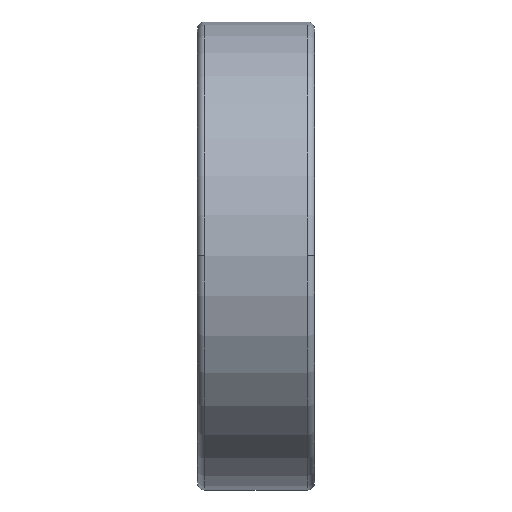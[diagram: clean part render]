
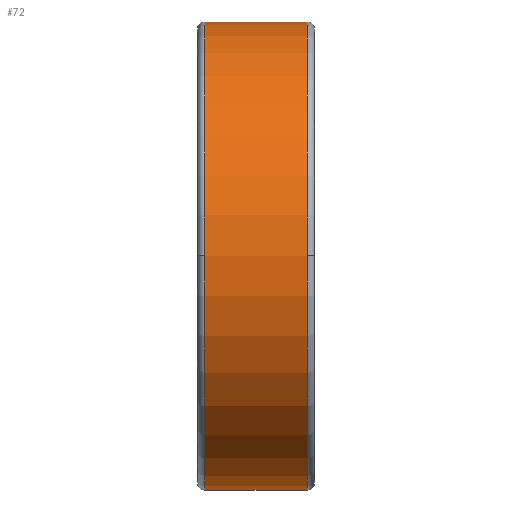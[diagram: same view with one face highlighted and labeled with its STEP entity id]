
A CAD part, top view. The second image highlights one B-rep face of the part: STEP entity #72.
In plain terms, the highlighted cylindrical face has radius 50 mm (diameter 100 mm), a partial arc.
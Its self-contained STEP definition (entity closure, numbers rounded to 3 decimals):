
#72=ADVANCED_FACE('',(#231),#232,.T.);
#231=FACE_OUTER_BOUND('',#611,.T.);
#232=CYLINDRICAL_SURFACE('',#612,50.0);
#611=EDGE_LOOP('',(#1005,#1006,#1007,#1008,#1009,#1010));
#612=AXIS2_PLACEMENT_3D('',#1011,#1012,#1013);
#1005=ORIENTED_EDGE('',*,*,#2127,.F.);
#1006=ORIENTED_EDGE('',*,*,#2128,.T.);
#1007=ORIENTED_EDGE('',*,*,#2129,.T.);
#1008=ORIENTED_EDGE('',*,*,#2130,.F.);
#1009=ORIENTED_EDGE('',*,*,#2131,.F.);
#1010=ORIENTED_EDGE('',*,*,#2123,.F.);
#1011=CARTESIAN_POINT('',(12.5,0.0,0.0));
#1012=DIRECTION('',(1.0,0.0,0.0));
#1013=DIRECTION('',(0.0,1.0,0.0));
#2123=EDGE_CURVE('',#2460,#2462,#2463,.T.);
#2127=EDGE_CURVE('',#2469,#2460,#2470,.T.);
#2128=EDGE_CURVE('',#2469,#2471,#2472,.T.);
#2129=EDGE_CURVE('',#2471,#2473,#2474,.T.);
#2130=EDGE_CURVE('',#2475,#2473,#2476,.T.);
#2131=EDGE_CURVE('',#2462,#2475,#2477,.T.);
#2460=VERTEX_POINT('',#3032);
#2462=VERTEX_POINT('',#3034);
#2463=CIRCLE('',#3035,50.0);
#2469=VERTEX_POINT('',#3041);
#2470=LINE('',#3042,#3043);
#2471=VERTEX_POINT('',#3044);
#2472=CIRCLE('',#3045,50.0);
#2473=VERTEX_POINT('',#3046);
#2474=CIRCLE('',#3047,50.0);
#2475=VERTEX_POINT('',#3048);
#2476=LINE('',#3049,#3050);
#2477=CIRCLE('',#3051,50.0);
#3032=CARTESIAN_POINT('',(23.5,50.0,0.0));
#3034=CARTESIAN_POINT('',(23.5,0.,50.0));
#3035=AXIS2_PLACEMENT_3D('',#5799,#5800,#5801);
#3041=CARTESIAN_POINT('',(1.5,50.0,0.0));
#3042=CARTESIAN_POINT('',(12.5,50.0,0.));
#3043=VECTOR('',#5811,1.0);
#3044=CARTESIAN_POINT('',(1.5,0.,50.0));
#3045=AXIS2_PLACEMENT_3D('',#5812,#5813,#5814);
#3046=CARTESIAN_POINT('',(1.5,-50.0,0.));
#3047=AXIS2_PLACEMENT_3D('',#5815,#5816,#5817);
#3048=CARTESIAN_POINT('',(23.5,-50.0,0.));
#3049=CARTESIAN_POINT('',(12.5,-50.0,0.));
#3050=VECTOR('',#5818,1.0);
#3051=AXIS2_PLACEMENT_3D('',#5819,#5820,#5821);
#5799=CARTESIAN_POINT('',(23.5,0.0,0.0));
#5800=DIRECTION('',(1.0,0.0,0.0));
#5801=DIRECTION('',(0.0,1.0,0.0));
#5811=DIRECTION('',(1.0,0.0,0.0));
#5812=CARTESIAN_POINT('',(1.5,0.0,0.0));
#5813=DIRECTION('',(1.0,0.0,0.0));
#5814=DIRECTION('',(0.0,1.0,0.0));
#5815=CARTESIAN_POINT('',(1.5,0.0,0.0));
#5816=DIRECTION('',(1.0,0.0,0.0));
#5817=DIRECTION('',(0.0,1.0,0.0));
#5818=DIRECTION('',(-1.0,-0.0,-0.0));
#5819=CARTESIAN_POINT('',(23.5,0.0,0.0));
#5820=DIRECTION('',(1.0,0.0,0.0));
#5821=DIRECTION('',(0.0,1.0,0.0));
